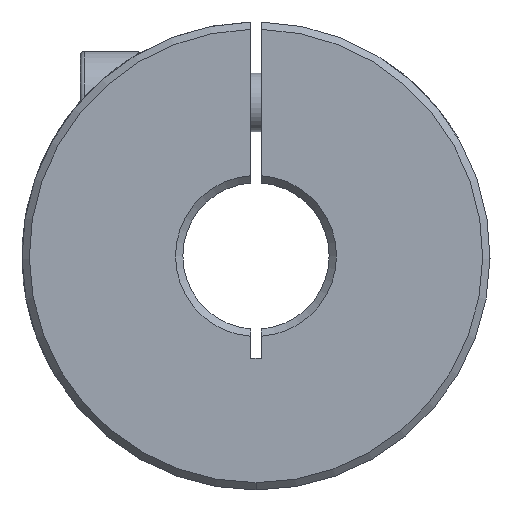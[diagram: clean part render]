
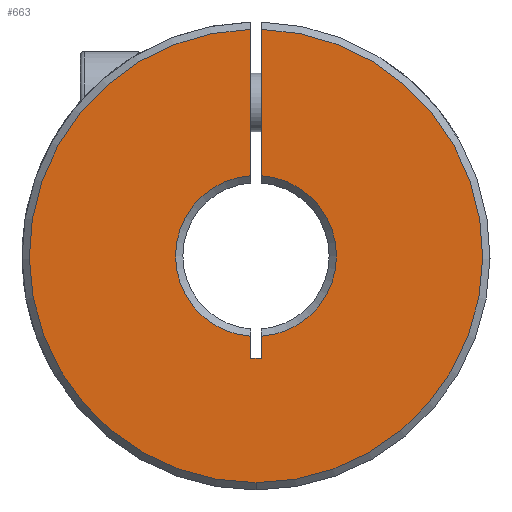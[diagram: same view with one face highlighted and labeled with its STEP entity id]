
A CAD part, left-side view. The second image highlights one B-rep face of the part: STEP entity #663.
In plain terms, the highlighted planar face has unit normal (-1, 0, 0).
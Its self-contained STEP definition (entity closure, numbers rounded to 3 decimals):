
#18 = VERTEX_POINT ( 'NONE', #178 ) ;
#19 = VERTEX_POINT ( 'NONE', #179 ) ;
#53 = VERTEX_POINT ( 'NONE', #210 ) ;
#54 = VERTEX_POINT ( 'NONE', #211 ) ;
#59 = VERTEX_POINT ( 'NONE', #216 ) ;
#68 = VERTEX_POINT ( 'NONE', #225 ) ;
#69 = VERTEX_POINT ( 'NONE', #226 ) ;
#78 = VERTEX_POINT ( 'NONE', #235 ) ;
#79 = VERTEX_POINT ( 'NONE', #236 ) ;
#111 = EDGE_CURVE ( 'NONE', #19, #59, #843, .T. ) ;
#178 = CARTESIAN_POINT ( 'NONE',  ( -16., 0., -15.5 ) ) ;
#179 = CARTESIAN_POINT ( 'NONE',  ( -16., -0.375, 15.495 ) ) ;
#210 = CARTESIAN_POINT ( 'NONE',  ( -16., 0.375, 5.487 ) ) ;
#211 = CARTESIAN_POINT ( 'NONE',  ( -16., 0.375, 15.495 ) ) ;
#216 = CARTESIAN_POINT ( 'NONE',  ( -16., -0.375, 5.487 ) ) ;
#225 = CARTESIAN_POINT ( 'NONE',  ( -16., 0.375, -5.487 ) ) ;
#226 = CARTESIAN_POINT ( 'NONE',  ( -16., 0.375, -7. ) ) ;
#235 = CARTESIAN_POINT ( 'NONE',  ( -16., -0.375, -5.487 ) ) ;
#236 = CARTESIAN_POINT ( 'NONE',  ( -16., -0.375, -7. ) ) ;
#270 = CARTESIAN_POINT ( 'NONE',  ( -16., -0.375, 15.996 ) ) ;
#271 = DIRECTION ( 'NONE',  ( 0., 0., -1. ) ) ;
#367 = EDGE_LOOP ( 'NONE', ( #528, #529, #530, #531, #532, #533, #534, #535, #536 ) ) ;
#528 = ORIENTED_EDGE ( 'NONE', *, *, #1053, .T. ) ;
#529 = ORIENTED_EDGE ( 'NONE', *, *, #1069, .T. ) ;
#530 = ORIENTED_EDGE ( 'NONE', *, *, #2423, .T. ) ;
#531 = ORIENTED_EDGE ( 'NONE', *, *, #1071, .T. ) ;
#532 = ORIENTED_EDGE ( 'NONE', *, *, #2255, .T. ) ;
#533 = ORIENTED_EDGE ( 'NONE', *, *, #111, .T. ) ;
#534 = ORIENTED_EDGE ( 'NONE', *, *, #1055, .T. ) ;
#535 = ORIENTED_EDGE ( 'NONE', *, *, #1073, .T. ) ;
#536 = ORIENTED_EDGE ( 'NONE', *, *, #1072, .T. ) ;
#663 = ADVANCED_FACE ( 'NONE', ( #872 ), #2349, .F. ) ;
#843 = LINE ( 'NONE', #270, #844 ) ;
#844 = VECTOR ( 'NONE', #271, 1000. ) ;
#872 = FACE_OUTER_BOUND ( 'NONE', #367, .T. ) ;
#983 = VECTOR ( 'NONE', #1450, 1000. ) ;
#990 = LINE ( 'NONE', #1442, #983 ) ;
#996 = CIRCLE ( 'NONE', #1168, 5.5 ) ;
#1003 = VECTOR ( 'NONE', #1503, 1000. ) ;
#1010 = LINE ( 'NONE', #1502, #1003 ) ;
#1013 = CIRCLE ( 'NONE', #1191, 5.5 ) ;
#1014 = CIRCLE ( 'NONE', #1194, 15.5 ) ;
#1015 = LINE ( 'NONE', #1504, #1016 ) ;
#1016 = VECTOR ( 'NONE', #1505, 1000. ) ;
#1053 = EDGE_CURVE ( 'NONE', #69, #68, #990, .T. ) ;
#1055 = EDGE_CURVE ( 'NONE', #59, #78, #996, .T. ) ;
#1069 = EDGE_CURVE ( 'NONE', #68, #53, #1013, .T. ) ;
#1071 = EDGE_CURVE ( 'NONE', #54, #18, #1014, .T. ) ;
#1072 = EDGE_CURVE ( 'NONE', #79, #69, #1010, .T. ) ;
#1073 = EDGE_CURVE ( 'NONE', #78, #79, #1015, .T. ) ;
#1123 = AXIS2_PLACEMENT_3D ( 'NONE', #2402, #2343, #2342 ) ;
#1168 = AXIS2_PLACEMENT_3D ( 'NONE', #1449, #1454, #1455 ) ;
#1191 = AXIS2_PLACEMENT_3D ( 'NONE', #1485, #1492, #1493 ) ;
#1194 = AXIS2_PLACEMENT_3D ( 'NONE', #1499, #1500, #1501 ) ;
#1220 = AXIS2_PLACEMENT_3D ( 'NONE', #1646, #1652, #1653 ) ;
#1442 = CARTESIAN_POINT ( 'NONE',  ( -16., 0.375, 15.996 ) ) ;
#1449 = CARTESIAN_POINT ( 'NONE',  ( -16., 0., 0. ) ) ;
#1450 = DIRECTION ( 'NONE',  ( 0., 0., 1. ) ) ;
#1454 = DIRECTION ( 'NONE',  ( 1., 0., 0. ) ) ;
#1455 = DIRECTION ( 'NONE',  ( 0., 0., -1. ) ) ;
#1485 = CARTESIAN_POINT ( 'NONE',  ( -16., 0., 0. ) ) ;
#1492 = DIRECTION ( 'NONE',  ( 1., 0., 0. ) ) ;
#1493 = DIRECTION ( 'NONE',  ( 0., 0., -1. ) ) ;
#1499 = CARTESIAN_POINT ( 'NONE',  ( -16., 0., 0. ) ) ;
#1500 = DIRECTION ( 'NONE',  ( -1., 0., 0. ) ) ;
#1501 = DIRECTION ( 'NONE',  ( 0., 0., -1. ) ) ;
#1502 = CARTESIAN_POINT ( 'NONE',  ( -16., 0.375, -7. ) ) ;
#1503 = DIRECTION ( 'NONE',  ( 0., 1., 0. ) ) ;
#1504 = CARTESIAN_POINT ( 'NONE',  ( -16., -0.375, 15.996 ) ) ;
#1505 = DIRECTION ( 'NONE',  ( 0., 0., -1. ) ) ;
#1646 = CARTESIAN_POINT ( 'NONE',  ( -16., 0., 0. ) ) ;
#1652 = DIRECTION ( 'NONE',  ( -1., 0., 0. ) ) ;
#1653 = DIRECTION ( 'NONE',  ( 0., 0., -1. ) ) ;
#1991 = CIRCLE ( 'NONE', #1220, 15.5 ) ;
#2078 = LINE ( 'NONE', #2204, #2079 ) ;
#2079 = VECTOR ( 'NONE', #2205, 1000. ) ;
#2204 = CARTESIAN_POINT ( 'NONE',  ( -16., 0.375, 15.996 ) ) ;
#2205 = DIRECTION ( 'NONE',  ( 0., 0., 1. ) ) ;
#2255 = EDGE_CURVE ( 'NONE', #18, #19, #1991, .T. ) ;
#2342 = DIRECTION ( 'NONE',  ( 0., 0., -1. ) ) ;
#2343 = DIRECTION ( 'NONE',  ( 1., 0., 0. ) ) ;
#2349 = PLANE ( 'NONE',  #1123 ) ;
#2402 = CARTESIAN_POINT ( 'NONE',  ( -16., 0., 0. ) ) ;
#2423 = EDGE_CURVE ( 'NONE', #53, #54, #2078, .T. ) ;
